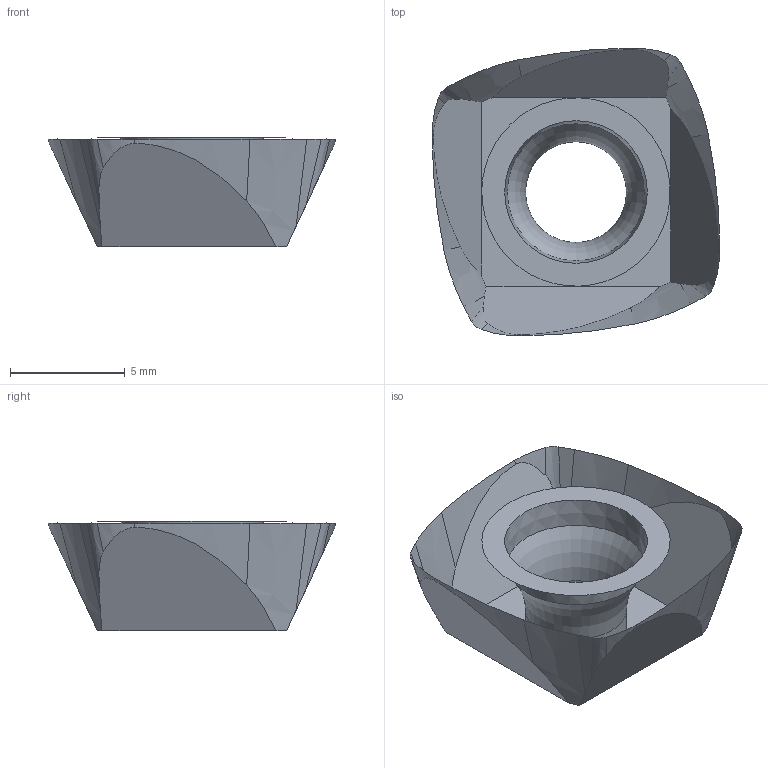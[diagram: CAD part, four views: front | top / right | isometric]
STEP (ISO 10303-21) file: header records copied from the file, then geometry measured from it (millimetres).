
FILE_DESCRIPTION(/* description */ (''),/* implementation_level */ '2;1');
FILE_NAME(/* name */ 'ZDEW120408_SIM.stp',/* time_stamp */ '2021-10-12T14:55:34+02:00',/* author */ (''),/* organization */ (''),/* preprocessor_version */ 'ST-DEVELOPER v16.7',/* originating_system */ 'SIEMENS PLM Software NX 12.0',/* authorisation */ '');
FILE_SCHEMA (('AUTOMOTIVE_DESIGN { 1 0 10303 214 3 1 1 1 }'));
Length unit declared in the file: millimetre
Products named in the file (1): fo342E24BEACumx4
Bounding box: 12.56 x 12.56 x 4.76 mm (x, y, z)
Volume: 295.2 mm3; surface area: 263.2 mm2
Topology: 1 solids, 1 shells, 30 faces, 92 edges, 63 vertices
Faces by surface type: cone 17, plane 6, bspline 5, cylinder 1, torus 1
Full cylindrical faces by diameter (mm): 4.4 x1
Entity records: 1774 total; most frequent: CARTESIAN_POINT 1000, ORIENTED_EDGE 170, DIRECTION 134, EDGE_CURVE 85, VERTEX_POINT 61, AXIS2_PLACEMENT_3D 59, B_SPLINE_CURVE_WITH_KNOTS 36, EDGE_LOOP 36
